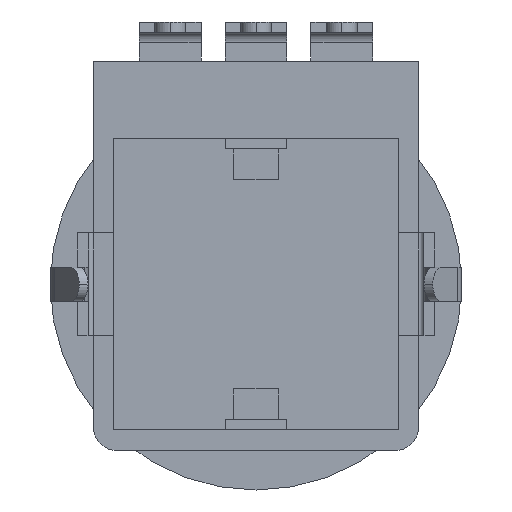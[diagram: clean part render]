
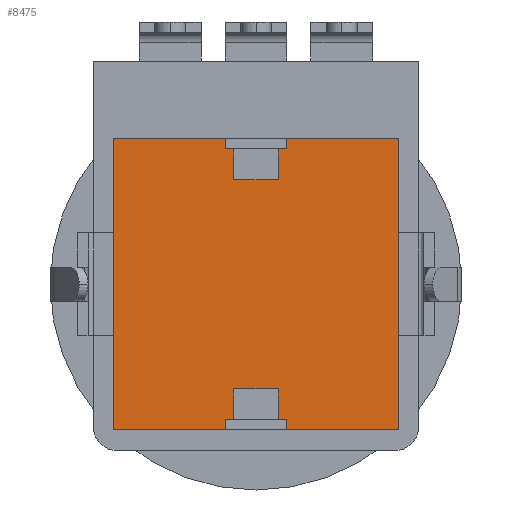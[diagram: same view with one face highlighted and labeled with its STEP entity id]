
A CAD part, front view. The second image highlights one B-rep face of the part: STEP entity #8475.
In plain terms, the highlighted planar face has unit normal (0, -1, 0).
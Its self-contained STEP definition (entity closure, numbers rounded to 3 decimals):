
#610 = LINE ( 'NONE', #3809, #5821 ) ;
#737 = VERTEX_POINT ( 'NONE', #8241 ) ;
#1012 = CARTESIAN_POINT ( 'NONE',  ( 0., 2.7, 0. ) ) ;
#1309 = CARTESIAN_POINT ( 'NONE',  ( 4.15, 2.7, 4.25 ) ) ;
#1980 = VERTEX_POINT ( 'NONE', #5622 ) ;
#2025 = ORIENTED_EDGE ( 'NONE', *, *, #9277, .T. ) ;
#2182 = DIRECTION ( 'NONE',  ( 1., 0., 0. ) ) ;
#2420 = CARTESIAN_POINT ( 'NONE',  ( -4.15, 2.7, 4.25 ) ) ;
#2546 = LINE ( 'NONE', #5754, #10305 ) ;
#2582 = DIRECTION ( 'NONE',  ( 0., 0., 1. ) ) ;
#3322 = LINE ( 'NONE', #2420, #4578 ) ;
#3476 = FACE_OUTER_BOUND ( 'NONE', #6915, .T. ) ;
#3746 = VECTOR ( 'NONE', #3870, 1000. ) ;
#3809 = CARTESIAN_POINT ( 'NONE',  ( 4.15, 2.7, -4.25 ) ) ;
#3870 = DIRECTION ( 'NONE',  ( -1., 0., 0. ) ) ;
#4195 = AXIS2_PLACEMENT_3D ( 'NONE', #1012, #5110, #2582 ) ;
#4295 = ORIENTED_EDGE ( 'NONE', *, *, #6739, .T. ) ;
#4542 = VERTEX_POINT ( 'NONE', #7798 ) ;
#4543 = VERTEX_POINT ( 'NONE', #7999 ) ;
#4578 = VECTOR ( 'NONE', #6542, 1000. ) ;
#5110 = DIRECTION ( 'NONE',  ( 0., 1., 0. ) ) ;
#5622 = CARTESIAN_POINT ( 'NONE',  ( -4.15, 2.7, 4.25 ) ) ;
#5754 = CARTESIAN_POINT ( 'NONE',  ( 4.15, 2.7, 4.25 ) ) ;
#5821 = VECTOR ( 'NONE', #2182, 1000. ) ;
#5859 = DIRECTION ( 'NONE',  ( 0., 0., 1. ) ) ;
#5895 = EDGE_CURVE ( 'NONE', #4542, #737, #2546, .T. ) ;
#6237 = EDGE_CURVE ( 'NONE', #1980, #4543, #3322, .T. ) ;
#6435 = ORIENTED_EDGE ( 'NONE', *, *, #6237, .T. ) ;
#6542 = DIRECTION ( 'NONE',  ( 0., 0., -1. ) ) ;
#6733 = ORIENTED_EDGE ( 'NONE', *, *, #5895, .T. ) ;
#6739 = EDGE_CURVE ( 'NONE', #737, #1980, #9327, .T. ) ;
#6915 = EDGE_LOOP ( 'NONE', ( #6435, #2025, #6733, #4295 ) ) ;
#7798 = CARTESIAN_POINT ( 'NONE',  ( 4.15, 2.7, -4.25 ) ) ;
#7999 = CARTESIAN_POINT ( 'NONE',  ( -4.15, 2.7, -4.25 ) ) ;
#8241 = CARTESIAN_POINT ( 'NONE',  ( 4.15, 2.7, 4.25 ) ) ;
#8475 = ADVANCED_FACE ( 'NONE', ( #3476 ), #9127, .F. ) ;
#9127 = PLANE ( 'NONE',  #4195 ) ;
#9277 = EDGE_CURVE ( 'NONE', #4543, #4542, #610, .T. ) ;
#9327 = LINE ( 'NONE', #1309, #3746 ) ;
#10305 = VECTOR ( 'NONE', #5859, 1000. ) ;
